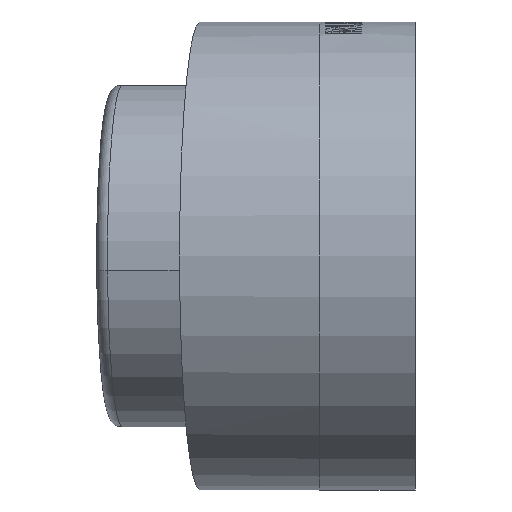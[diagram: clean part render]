
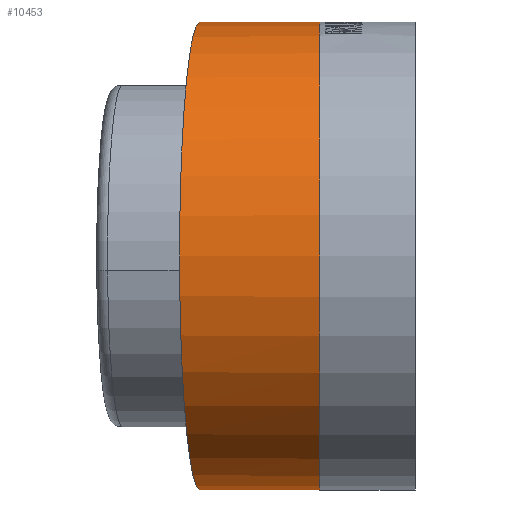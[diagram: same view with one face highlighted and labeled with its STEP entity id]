
A CAD part, left-side view. The second image highlights one B-rep face of the part: STEP entity #10453.
In plain terms, the highlighted toroidal (fillet/blend) face has major radius 1145.92 mm and minor radius 195.5 mm.
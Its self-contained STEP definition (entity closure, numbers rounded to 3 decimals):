
#149 = CARTESIAN_POINT ( 'NONE',  ( 0.091, 20.845, 195.5 ) ) ;
#215 = CARTESIAN_POINT ( 'NONE',  ( 1.457, 83.395, 195.496 ) ) ;
#308 = VERTEX_POINT ( 'NONE', #4470 ) ;
#670 = ORIENTED_EDGE ( 'NONE', *, *, #8382, .F. ) ;
#726 = CARTESIAN_POINT ( 'NONE',  ( 0., 0., 0. ) ) ;
#1378 = TOROIDAL_SURFACE ( 'NONE', #5189, 1145.916, 195.5 ) ;
#1606 = CARTESIAN_POINT ( 'NONE',  ( 1145.916, 0., 0. ) ) ;
#1644 = DIRECTION ( 'NONE',  ( 0., 0., -1. ) ) ;
#1760 = CARTESIAN_POINT ( 'NONE',  ( 0., 0., -195.5 ) ) ;
#1983 = CARTESIAN_POINT ( 'NONE',  ( 0.364, 41.705, -195.5 ) ) ;
#2216 = CARTESIAN_POINT ( 'NONE',  ( 0.91, 66.72, 195.498 ) ) ;
#2350 = CARTESIAN_POINT ( 'NONE',  ( 0., 0.518, 195.5 ) ) ;
#2421 = CARTESIAN_POINT ( 'NONE',  ( 0., 1.293, 195.5 ) ) ;
#2924 = CARTESIAN_POINT ( 'NONE',  ( 0.057, 16.683, -195.5 ) ) ;
#2990 = CARTESIAN_POINT ( 'NONE',  ( 4.361, 99.873, 0. ) ) ;
#3367 = CARTESIAN_POINT ( 'NONE',  ( 0.01, 7.289, 195.5 ) ) ;
#3775 = CARTESIAN_POINT ( 'NONE',  ( 0.011, 8.341, -195.5 ) ) ;
#3917 = CARTESIAN_POINT ( 'NONE',  ( 2.184, 100.064, -195.488 ) ) ;
#3954 = ORIENTED_EDGE ( 'NONE', *, *, #9482, .F. ) ;
#4198 = CARTESIAN_POINT ( 'NONE',  ( 0.911, 66.724, -195.498 ) ) ;
#4470 = CARTESIAN_POINT ( 'NONE',  ( 2.184, 100.064, -195.488 ) ) ;
#4497 = CARTESIAN_POINT ( 'NONE',  ( 0., 1.036, 195.5 ) ) ;
#4828 = CARTESIAN_POINT ( 'NONE',  ( 0., 0., -195.5 ) ) ;
#4898 = DIRECTION ( 'NONE',  ( 0., 0., 1. ) ) ;
#5189 = AXIS2_PLACEMENT_3D ( 'NONE', #1606, #5952, #6805 ) ;
#5266 = CARTESIAN_POINT ( 'NONE',  ( 0.091, 20.853, -195.5 ) ) ;
#5384 = ORIENTED_EDGE ( 'NONE', *, *, #5743, .F. ) ;
#5477 = VERTEX_POINT ( 'NONE', #11321 ) ;
#5561 = CARTESIAN_POINT ( 'NONE',  ( 0.057, 16.674, 195.5 ) ) ;
#5743 = EDGE_CURVE ( 'NONE', #10516, #5477, #6111, .T. ) ;
#5952 = DIRECTION ( 'NONE',  ( 0., 0., -1. ) ) ;
#6065 = AXIS2_PLACEMENT_3D ( 'NONE', #726, #11462, #1644 ) ;
#6111 = B_SPLINE_CURVE_WITH_KNOTS ( 'NONE', 3,
 ( #12092, #215, #2216, #13097, #12225, #149, #5561, #7821, #3367, #10958, #9877, #2421, #4497, #2350, #6832, #6695 ),
 .UNSPECIFIED., .F., .F.,
 ( 4, 2, 2, 2, 1, 1, 2, 2, 4 ),
 ( 1.975, 2.024, 2.049, 2.062, 2.068, 2.071, 2.072, 2.073, 2.074 ),
 .UNSPECIFIED. ) ;
#6695 = CARTESIAN_POINT ( 'NONE',  ( 0., 0., 195.5 ) ) ;
#6805 = DIRECTION ( 'NONE',  ( -1., 0., 0. ) ) ;
#6832 = CARTESIAN_POINT ( 'NONE',  ( 0., 0.259, 195.5 ) ) ;
#7396 = CARTESIAN_POINT ( 'NONE',  ( 0.228, 33.365, -195.5 ) ) ;
#7821 = CARTESIAN_POINT ( 'NONE',  ( 0.023, 10.418, 195.5 ) ) ;
#7946 = ORIENTED_EDGE ( 'NONE', *, *, #10373, .F. ) ;
#8108 = AXIS2_PLACEMENT_3D ( 'NONE', #2990, #12502, #4898 ) ;
#8382 = EDGE_CURVE ( 'NONE', #308, #10516, #9913, .T. ) ;
#9482 = EDGE_CURVE ( 'NONE', #5477, #11985, #10360, .T. ) ;
#9877 = CARTESIAN_POINT ( 'NONE',  ( 0.001, 2.075, 195.5 ) ) ;
#9913 = CIRCLE ( 'NONE', #8108, 195.5 ) ;
#10360 = CIRCLE ( 'NONE', #6065, 195.5 ) ;
#10373 = EDGE_CURVE ( 'NONE', #11985, #308, #10998, .T. ) ;
#10435 = CARTESIAN_POINT ( 'NONE',  ( 1.457, 83.398, -195.496 ) ) ;
#10453 = ADVANCED_FACE ( 'NONE', ( #13484 ), #1378, .T. ) ;
#10516 = VERTEX_POINT ( 'NONE', #11352 ) ;
#10958 = CARTESIAN_POINT ( 'NONE',  ( 0.002, 3.64, 195.5 ) ) ;
#10998 = B_SPLINE_CURVE_WITH_KNOTS ( 'NONE', 3,
 ( #4828, #13503, #3775, #2924, #5266, #7396, #1983, #4198, #10435, #3917 ),
 .UNSPECIFIED., .F., .F.,
 ( 4, 2, 2, 2, 4 ),
 ( -0.002, 0.011, 0.024, 0.049, 0.099 ),
 .UNSPECIFIED. ) ;
#11321 = CARTESIAN_POINT ( 'NONE',  ( 0., 0., 195.5 ) ) ;
#11352 = CARTESIAN_POINT ( 'NONE',  ( 2.184, 100.064, 195.488 ) ) ;
#11462 = DIRECTION ( 'NONE',  ( 0., -1., 0. ) ) ;
#11985 = VERTEX_POINT ( 'NONE', #1760 ) ;
#12092 = CARTESIAN_POINT ( 'NONE',  ( 2.184, 100.064, 195.488 ) ) ;
#12225 = CARTESIAN_POINT ( 'NONE',  ( 0.228, 33.358, 195.5 ) ) ;
#12502 = DIRECTION ( 'NONE',  ( 0.087, 0.996, 0. ) ) ;
#13097 = CARTESIAN_POINT ( 'NONE',  ( 0.364, 41.699, 195.5 ) ) ;
#13480 = EDGE_LOOP ( 'NONE', ( #7946, #3954, #5384, #670 ) ) ;
#13484 = FACE_OUTER_BOUND ( 'NONE', #13480, .T. ) ;
#13503 = CARTESIAN_POINT ( 'NONE',  ( 0.001, 4.171, -195.5 ) ) ;
